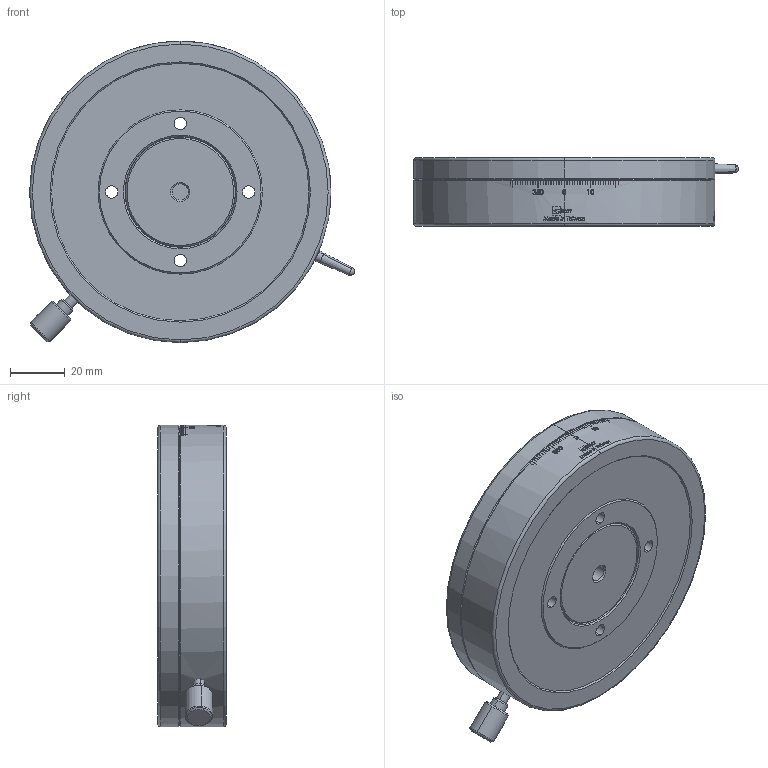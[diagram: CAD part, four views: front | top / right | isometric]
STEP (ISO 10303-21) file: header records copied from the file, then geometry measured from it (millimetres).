
FILE_DESCRIPTION (( 'STEP AP203' ), '1' );
FILE_NAME ('MRE110-A(«¬¿ý).STEP', '2013-10-09T05:19:07', ( '' ), ( '' ), 'SwSTEP 2.0', 'SolidWorks 2013', '' );
FILE_SCHEMA (( 'CONFIG_CONTROL_DESIGN' ));
Length unit declared in the file: millimetre
Products named in the file (2): Group1^MRE110-A(型錄); MRE110-A(型錄)
Assembly tree (1 placements, depth 2):
  MRE110-A(型錄)
    Group1^MRE110-A(型錄)
Bounding box: 118.58 x 25 x 110 mm (x, y, z)
Volume: 226575.9 mm3; surface area: 56027.9 mm2
Topology: 5 solids, 5 shells, 983 faces, 2641 edges, 1722 vertices
Faces by surface type: plane 391, bspline 328, cylinder 178, cone 72, torus 12, sphere 2
Entity records: 51325 total; most frequent: CARTESIAN_POINT 28597, ORIENTED_EDGE 5234, DIRECTION 3744, EDGE_CURVE 2617, VERTEX_POINT 1722, AXIS2_PLACEMENT_3D 1325, EDGE_LOOP 1115, VECTOR 1094
